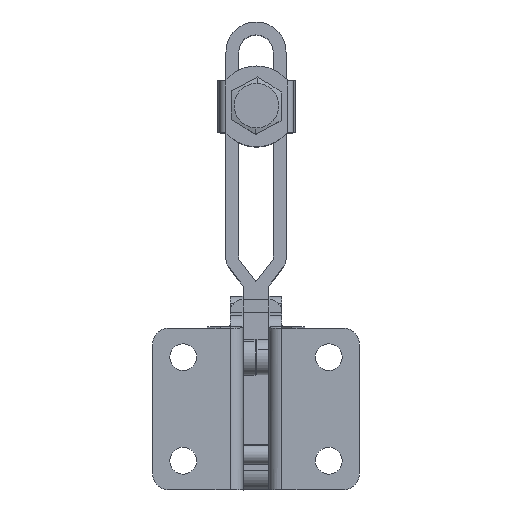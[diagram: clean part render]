
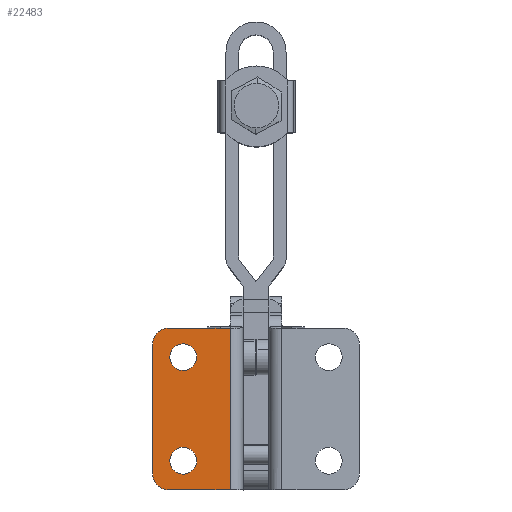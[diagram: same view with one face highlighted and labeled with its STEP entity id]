
A CAD part, front view. The second image highlights one B-rep face of the part: STEP entity #22483.
In plain terms, the highlighted planar face has unit normal (0, -1, 0).
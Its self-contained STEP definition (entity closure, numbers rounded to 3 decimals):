
#97 = CARTESIAN_POINT ( 'NONE',  ( -38638.597, -2682.243, 20.141 ) ) ;
#601 = DIRECTION ( 'NONE',  ( 0., 1., 0. ) ) ;
#777 = EDGE_CURVE ( 'NONE', #34020, #37666, #22188, .T. ) ;
#1078 = AXIS2_PLACEMENT_3D ( 'NONE', #20576, #601, #23912 ) ;
#2935 = CARTESIAN_POINT ( 'NONE',  ( -38638.598, -2682.243, -8.866 ) ) ;
#3611 = DIRECTION ( 'NONE',  ( 0., 1., 0. ) ) ;
#4348 = ORIENTED_EDGE ( 'NONE', *, *, #15732, .T. ) ;
#4483 = CARTESIAN_POINT ( 'NONE',  ( -38634.097, -2682.243, -49.866 ) ) ;
#4605 = VERTEX_POINT ( 'NONE', #2935 ) ;
#6273 = FACE_BOUND ( 'NONE', #35464, .T. ) ;
#6855 = CARTESIAN_POINT ( 'NONE',  ( -38638.597, -2682.243, -58.863 ) ) ;
#7019 = VECTOR ( 'NONE', #12112, 1000. ) ;
#7140 = AXIS2_PLACEMENT_3D ( 'NONE', #18544, #41854, #21883 ) ;
#7841 = DIRECTION ( 'NONE',  ( 0., 0., 1. ) ) ;
#7930 = CARTESIAN_POINT ( 'NONE',  ( -38638.598, -2682.243, -8.866 ) ) ;
#8121 = EDGE_CURVE ( 'NONE', #17929, #34020, #29693, .T. ) ;
#8754 = CARTESIAN_POINT ( 'NONE',  ( -38563.597, -2682.243, -58.863 ) ) ;
#9632 = VERTEX_POINT ( 'NONE', #38912 ) ;
#10341 = AXIS2_PLACEMENT_3D ( 'NONE', #33968, #14062, #37335 ) ;
#11323 = EDGE_CURVE ( 'NONE', #13425, #9632, #17552, .T. ) ;
#11340 = CARTESIAN_POINT ( 'NONE',  ( -38619.604, -2682.243, 20.141 ) ) ;
#11766 = LINE ( 'NONE', #7930, #29481 ) ;
#12112 = DIRECTION ( 'NONE',  ( -1., 0., 0. ) ) ;
#12288 = ORIENTED_EDGE ( 'NONE', *, *, #8121, .F. ) ;
#12577 = CARTESIAN_POINT ( 'NONE',  ( -38619.604, -2682.243, -58.863 ) ) ;
#12999 = ORIENTED_EDGE ( 'NONE', *, *, #30286, .F. ) ;
#13025 = DIRECTION ( 'NONE',  ( 0., 1., 0. ) ) ;
#13425 = VERTEX_POINT ( 'NONE', #41989 ) ;
#14062 = DIRECTION ( 'NONE',  ( 0., 1., 0. ) ) ;
#14444 = CIRCLE ( 'NONE', #1078, 5. ) ;
#15732 = EDGE_CURVE ( 'NONE', #9632, #13425, #28631, .T. ) ;
#16261 = EDGE_LOOP ( 'NONE', ( #18277, #37569, #37867, #41790, #12288, #12999 ) ) ;
#17552 = CIRCLE ( 'NONE', #7140, 4.15 ) ;
#17929 = VERTEX_POINT ( 'NONE', #6855 ) ;
#18277 = ORIENTED_EDGE ( 'NONE', *, *, #41050, .F. ) ;
#18544 = CARTESIAN_POINT ( 'NONE',  ( -38634.097, -2682.243, -17.863 ) ) ;
#19126 = CARTESIAN_POINT ( 'NONE',  ( -38634.097, -2682.243, -49.866 ) ) ;
#19726 = EDGE_CURVE ( 'NONE', #24300, #40998, #33020, .T. ) ;
#20274 = CARTESIAN_POINT ( 'NONE',  ( -38643.597, -2682.243, -13.866 ) ) ;
#20483 = CIRCLE ( 'NONE', #30679, 4.15 ) ;
#20576 = CARTESIAN_POINT ( 'NONE',  ( -38638.597, -2682.243, -13.866 ) ) ;
#21365 = CARTESIAN_POINT ( 'NONE',  ( -38634.097, -2682.243, -45.716 ) ) ;
#21883 = DIRECTION ( 'NONE',  ( 0., 0., 1. ) ) ;
#22188 = LINE ( 'NONE', #25393, #31034 ) ;
#22456 = DIRECTION ( 'NONE',  ( 0., 0., 1. ) ) ;
#22483 = ADVANCED_FACE ( 'NONE', ( #31771, #22943, #6273 ), #23553, .F. ) ;
#22943 = FACE_BOUND ( 'NONE', #24616, .T. ) ;
#23553 = PLANE ( 'NONE',  #25820 ) ;
#23912 = DIRECTION ( 'NONE',  ( 0., 0., 1. ) ) ;
#24300 = VERTEX_POINT ( 'NONE', #21365 ) ;
#24616 = EDGE_LOOP ( 'NONE', ( #42143, #33740 ) ) ;
#24696 = LINE ( 'NONE', #8754, #7019 ) ;
#25393 = CARTESIAN_POINT ( 'NONE',  ( -38643.597, -2682.243, -13.866 ) ) ;
#25820 = AXIS2_PLACEMENT_3D ( 'NONE', #97, #3611, #26904 ) ;
#26904 = DIRECTION ( 'NONE',  ( 0., 0., 1. ) ) ;
#27525 = EDGE_CURVE ( 'NONE', #40998, #24300, #20483, .T. ) ;
#27689 = DIRECTION ( 'NONE',  ( 0., 0., 1. ) ) ;
#27761 = LINE ( 'NONE', #11340, #35586 ) ;
#27766 = CARTESIAN_POINT ( 'NONE',  ( -38634.097, -2682.243, -54.016 ) ) ;
#27779 = DIRECTION ( 'NONE',  ( 0., 1., 0. ) ) ;
#28235 = VERTEX_POINT ( 'NONE', #37787 ) ;
#28266 = CARTESIAN_POINT ( 'NONE',  ( -38643.597, -2682.243, -53.863 ) ) ;
#28631 = CIRCLE ( 'NONE', #10341, 4.15 ) ;
#29299 = EDGE_CURVE ( 'NONE', #4605, #28235, #11766, .T. ) ;
#29481 = VECTOR ( 'NONE', #34548, 1000. ) ;
#29693 = CIRCLE ( 'NONE', #40859, 5. ) ;
#30286 = EDGE_CURVE ( 'NONE', #33106, #17929, #24696, .T. ) ;
#30679 = AXIS2_PLACEMENT_3D ( 'NONE', #4483, #27779, #7841 ) ;
#31034 = VECTOR ( 'NONE', #27689, 1000. ) ;
#31771 = FACE_OUTER_BOUND ( 'NONE', #16261, .T. ) ;
#32946 = CARTESIAN_POINT ( 'NONE',  ( -38638.597, -2682.243, -53.863 ) ) ;
#33020 = CIRCLE ( 'NONE', #34663, 4.15 ) ;
#33106 = VERTEX_POINT ( 'NONE', #12577 ) ;
#33740 = ORIENTED_EDGE ( 'NONE', *, *, #27525, .T. ) ;
#33968 = CARTESIAN_POINT ( 'NONE',  ( -38634.097, -2682.243, -17.863 ) ) ;
#34020 = VERTEX_POINT ( 'NONE', #28266 ) ;
#34322 = ORIENTED_EDGE ( 'NONE', *, *, #11323, .T. ) ;
#34548 = DIRECTION ( 'NONE',  ( 1., 0., 0. ) ) ;
#34663 = AXIS2_PLACEMENT_3D ( 'NONE', #19126, #42432, #22456 ) ;
#35464 = EDGE_LOOP ( 'NONE', ( #34322, #4348 ) ) ;
#35586 = VECTOR ( 'NONE', #41337, 1000. ) ;
#36323 = DIRECTION ( 'NONE',  ( 0., 0., 1. ) ) ;
#37335 = DIRECTION ( 'NONE',  ( 0., 0., 1. ) ) ;
#37569 = ORIENTED_EDGE ( 'NONE', *, *, #29299, .F. ) ;
#37666 = VERTEX_POINT ( 'NONE', #20274 ) ;
#37787 = CARTESIAN_POINT ( 'NONE',  ( -38619.604, -2682.243, -8.863 ) ) ;
#37867 = ORIENTED_EDGE ( 'NONE', *, *, #38107, .F. ) ;
#38107 = EDGE_CURVE ( 'NONE', #37666, #4605, #14444, .T. ) ;
#38912 = CARTESIAN_POINT ( 'NONE',  ( -38634.097, -2682.243, -22.013 ) ) ;
#40859 = AXIS2_PLACEMENT_3D ( 'NONE', #32946, #13025, #36323 ) ;
#40998 = VERTEX_POINT ( 'NONE', #27766 ) ;
#41050 = EDGE_CURVE ( 'NONE', #28235, #33106, #27761, .T. ) ;
#41337 = DIRECTION ( 'NONE',  ( 0., 0., -1. ) ) ;
#41790 = ORIENTED_EDGE ( 'NONE', *, *, #777, .F. ) ;
#41854 = DIRECTION ( 'NONE',  ( 0., 1., 0. ) ) ;
#41989 = CARTESIAN_POINT ( 'NONE',  ( -38634.097, -2682.243, -13.713 ) ) ;
#42143 = ORIENTED_EDGE ( 'NONE', *, *, #19726, .T. ) ;
#42432 = DIRECTION ( 'NONE',  ( 0., 1., 0. ) ) ;
